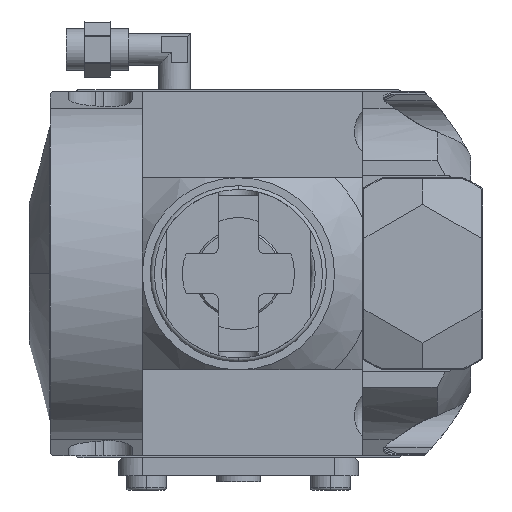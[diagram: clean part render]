
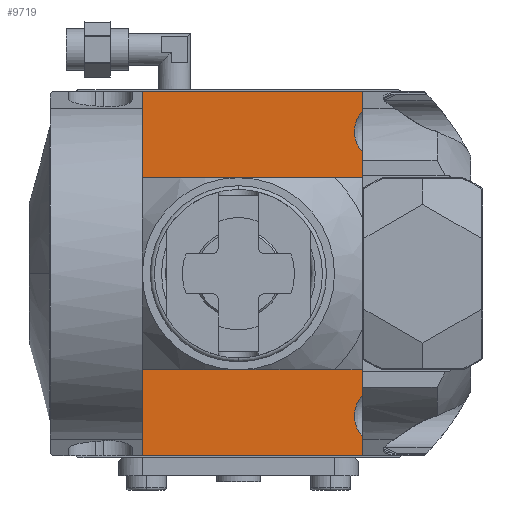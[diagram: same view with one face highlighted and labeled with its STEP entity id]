
A CAD part, left-side view. The second image highlights one B-rep face of the part: STEP entity #9719.
In plain terms, the highlighted planar face has unit normal (-1, 0, 0).
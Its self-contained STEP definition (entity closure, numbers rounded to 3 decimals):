
#40=DIRECTION('',(0.,-1.,0.));
#41=VECTOR('',#40,55.);
#42=CARTESIAN_POINT('',(-28.8,24.,45.5));
#43=LINE('',#42,#41);
#624=DIRECTION('',(0.,0.,1.));
#625=VECTOR('',#624,91.);
#626=CARTESIAN_POINT('',(-28.8,24.,-45.5));
#627=LINE('',#626,#625);
#1154=DIRECTION('',(0.,1.,0.));
#1155=VECTOR('',#1154,55.);
#1156=CARTESIAN_POINT('',(-28.8,-31.,-45.5));
#1157=LINE('',#1156,#1155);
#1502=DIRECTION('',(0.,0.,1.));
#1503=VECTOR('',#1502,4.856);
#1504=CARTESIAN_POINT('',(-28.8,-31.,-45.5));
#1505=LINE('',#1504,#1503);
#1554=DIRECTION('',(0.,0.,1.));
#1555=VECTOR('',#1554,60.712);
#1556=CARTESIAN_POINT('',(-28.8,-31.,-30.356));
#1557=LINE('',#1556,#1555);
#1606=DIRECTION('',(0.,0.,1.));
#1607=VECTOR('',#1606,4.856);
#1608=CARTESIAN_POINT('',(-28.8,-31.,40.644));
#1609=LINE('',#1608,#1607);
#2446=CARTESIAN_POINT('',(-28.8,-36.5,35.5));
#2447=DIRECTION('',(1.,0.,0.));
#2448=DIRECTION('',(0.,0.73,-0.683));
#2449=AXIS2_PLACEMENT_3D('',#2446,#2447,#2448);
#2505=CARTESIAN_POINT('',(-28.8,-36.5,-35.5));
#2506=DIRECTION('',(1.,0.,0.));
#2507=DIRECTION('',(0.,0.73,-0.683));
#2508=AXIS2_PLACEMENT_3D('',#2505,#2506,#2507);
#6483=CARTESIAN_POINT('',(-28.8,24.,-45.5));
#6484=CARTESIAN_POINT('',(-28.8,24.,45.5));
#6485=VERTEX_POINT('',#6483);
#6486=VERTEX_POINT('',#6484);
#6487=CARTESIAN_POINT('',(-28.8,-31.,45.5));
#6488=VERTEX_POINT('',#6487);
#6489=CARTESIAN_POINT('',(-28.8,-31.,-45.5));
#6490=VERTEX_POINT('',#6489);
#6708=CARTESIAN_POINT('',(-28.8,-31.,-30.356));
#6709=VERTEX_POINT('',#6708);
#6710=CARTESIAN_POINT('',(-28.8,-31.,-40.644));
#6711=VERTEX_POINT('',#6710);
#6712=CARTESIAN_POINT('',(-28.8,-31.,40.644));
#6713=VERTEX_POINT('',#6712);
#6714=CARTESIAN_POINT('',(-28.8,-31.,30.356));
#6715=VERTEX_POINT('',#6714);
#9703=CARTESIAN_POINT('',(-28.8,24.,-57.));
#9704=DIRECTION('',(1.,0.,0.));
#9705=DIRECTION('',(0.,0.,1.));
#9706=AXIS2_PLACEMENT_3D('',#9703,#9704,#9705);
#9707=PLANE('',#9706);
#9709=ORIENTED_EDGE('',*,*,#9708,.F.);
#9710=ORIENTED_EDGE('',*,*,#8636,.F.);
#9711=ORIENTED_EDGE('',*,*,#8136,.T.);
#9712=ORIENTED_EDGE('',*,*,#7864,.T.);
#9713=ORIENTED_EDGE('',*,*,#7368,.T.);
#9714=ORIENTED_EDGE('',*,*,#8652,.F.);
#9715=ORIENTED_EDGE('',*,*,#9696,.F.);
#9716=ORIENTED_EDGE('',*,*,#8644,.F.);
#9717=EDGE_LOOP('',(#9709,#9710,#9711,#9712,#9713,#9714,#9715,#9716));
#9718=FACE_OUTER_BOUND('',#9717,.F.);
#9719=ADVANCED_FACE('',(#9718),#9707,.F.);
#2450=CIRCLE('',#2449,7.531);
#2509=CIRCLE('',#2508,7.531);
#7368=EDGE_CURVE('',#6486,#6488,#43,.T.);
#7864=EDGE_CURVE('',#6485,#6486,#627,.T.);
#8136=EDGE_CURVE('',#6490,#6485,#1157,.T.);
#8636=EDGE_CURVE('',#6490,#6711,#1505,.T.);
#8644=EDGE_CURVE('',#6709,#6715,#1557,.T.);
#8652=EDGE_CURVE('',#6713,#6488,#1609,.T.);
#9696=EDGE_CURVE('',#6715,#6713,#2450,.T.);
#9708=EDGE_CURVE('',#6711,#6709,#2509,.T.);
